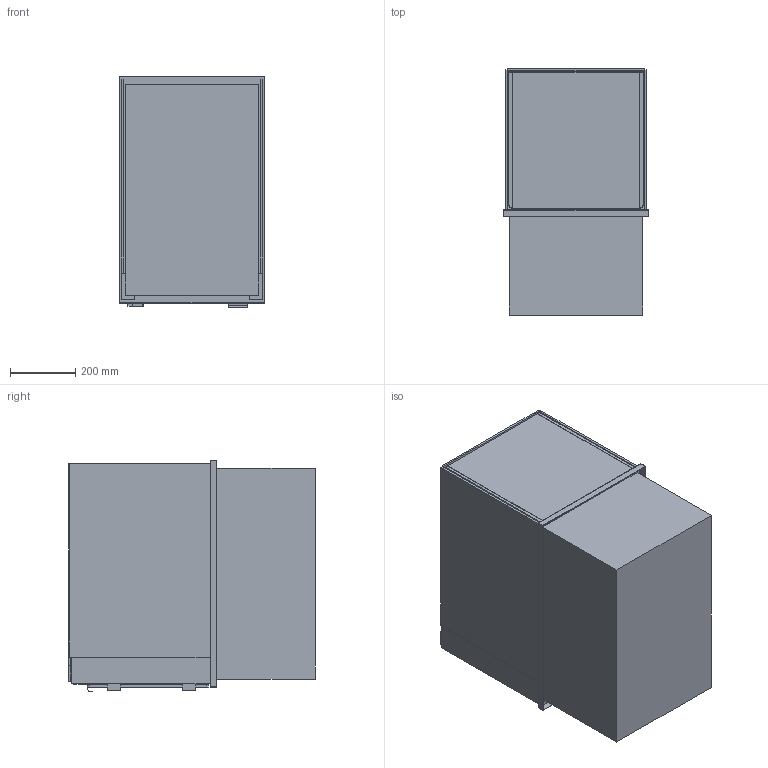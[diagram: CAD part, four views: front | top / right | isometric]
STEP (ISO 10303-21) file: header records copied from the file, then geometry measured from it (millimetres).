
FILE_DESCRIPTION (( 'STEP AP214' ), '1' );
FILE_NAME ('EU522310_Basic E-44-45 Drop-In.STEP', '2022-05-13T07:14:48', ( '' ), ( '' ), 'SwSTEP 2.0', 'SolidWorks 2017', '' );
FILE_SCHEMA (( 'AUTOMOTIVE_DESIGN' ));
Length unit declared in the file: millimetre
Products named in the file (1): EU522310_Basic E-44-45 Drop-In
Bounding box: 445 x 757 x 709 mm (x, y, z)
Volume: 50015918.6 mm3; surface area: 5291961.8 mm2
Topology: 21 solids, 21 shells, 226 faces, 530 edges, 352 vertices
Faces by surface type: plane 198, cylinder 28
Entity records: 6886 total; most frequent: CARTESIAN_POINT 1115, ORIENTED_EDGE 1060, DIRECTION 1038, EDGE_CURVE 530, LINE 472, VECTOR 472, VERTEX_POINT 352, AXIS2_PLACEMENT_3D 283
